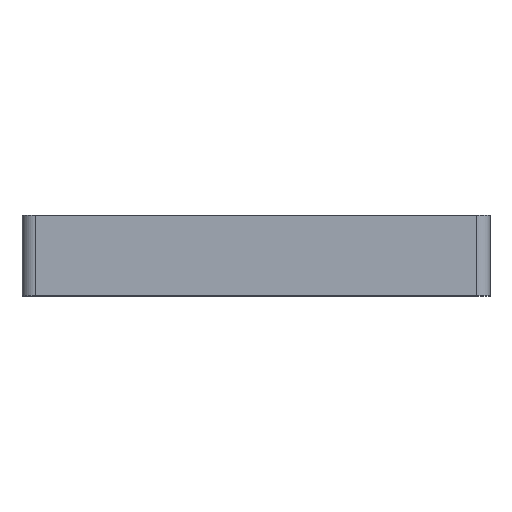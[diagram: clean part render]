
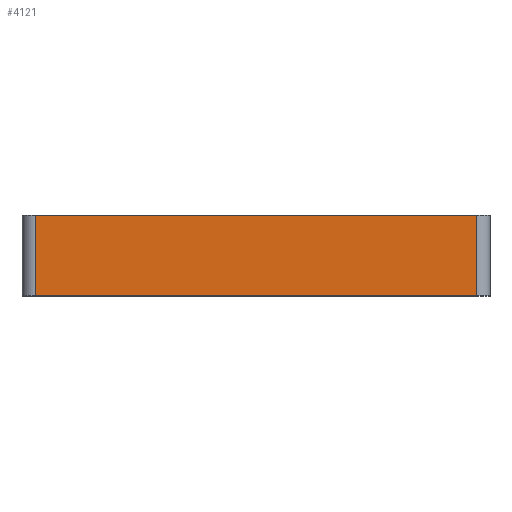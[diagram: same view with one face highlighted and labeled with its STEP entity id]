
A CAD part, top view. The second image highlights one B-rep face of the part: STEP entity #4121.
In plain terms, the highlighted planar face has unit normal (0, 0, 1).
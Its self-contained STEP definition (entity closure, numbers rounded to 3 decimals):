
#132 = VECTOR ( 'NONE', #7333, 1000. ) ;
#460 = VERTEX_POINT ( 'NONE', #5282 ) ;
#525 = VERTEX_POINT ( 'NONE', #13451 ) ;
#1242 = FACE_OUTER_BOUND ( 'NONE', #18728, .T. ) ;
#1333 = CARTESIAN_POINT ( 'NONE',  ( 16.5, -6., 17.5 ) ) ;
#1643 = DIRECTION ( 'NONE',  ( 1., 0., 0. ) ) ;
#1964 = VECTOR ( 'NONE', #1643, 1000. ) ;
#2842 = PLANE ( 'NONE',  #13219 ) ;
#3243 = LINE ( 'NONE', #15343, #1964 ) ;
#3621 = CARTESIAN_POINT ( 'NONE',  ( 16.5, 0., 17.5 ) ) ;
#3628 = ORIENTED_EDGE ( 'NONE', *, *, #13969, .F. ) ;
#4121 = ADVANCED_FACE ( 'NONE', ( #1242 ), #2842, .T. ) ;
#4327 = LINE ( 'NONE', #7729, #132 ) ;
#5282 = CARTESIAN_POINT ( 'NONE',  ( -16.5, -6., 17.5 ) ) ;
#5949 = DIRECTION ( 'NONE',  ( 0., 0., 1. ) ) ;
#6458 = VECTOR ( 'NONE', #10912, 1000. ) ;
#7007 = EDGE_CURVE ( 'NONE', #460, #525, #4327, .T. ) ;
#7333 = DIRECTION ( 'NONE',  ( 0., 1., 0. ) ) ;
#7729 = CARTESIAN_POINT ( 'NONE',  ( -16.5, -6., 17.5 ) ) ;
#8959 = DIRECTION ( 'NONE',  ( 1., 0., 0. ) ) ;
#9013 = ORIENTED_EDGE ( 'NONE', *, *, #13244, .T. ) ;
#9793 = ORIENTED_EDGE ( 'NONE', *, *, #17528, .T. ) ;
#9816 = LINE ( 'NONE', #12475, #6458 ) ;
#10912 = DIRECTION ( 'NONE',  ( 1., 0., 0. ) ) ;
#10934 = DIRECTION ( 'NONE',  ( 0., 1., 0. ) ) ;
#11643 = VERTEX_POINT ( 'NONE', #3621 ) ;
#11860 = CARTESIAN_POINT ( 'NONE',  ( 16.5, -6., 17.5 ) ) ;
#11934 = VECTOR ( 'NONE', #10934, 1000. ) ;
#12475 = CARTESIAN_POINT ( 'NONE',  ( 16.5, 0., 17.5 ) ) ;
#13219 = AXIS2_PLACEMENT_3D ( 'NONE', #1333, #5949, #8959 ) ;
#13244 = EDGE_CURVE ( 'NONE', #460, #17825, #3243, .T. ) ;
#13451 = CARTESIAN_POINT ( 'NONE',  ( -16.5, 0., 17.5 ) ) ;
#13969 = EDGE_CURVE ( 'NONE', #525, #11643, #9816, .T. ) ;
#15319 = LINE ( 'NONE', #18428, #11934 ) ;
#15343 = CARTESIAN_POINT ( 'NONE',  ( 16.5, -6., 17.5 ) ) ;
#17528 = EDGE_CURVE ( 'NONE', #17825, #11643, #15319, .T. ) ;
#17825 = VERTEX_POINT ( 'NONE', #11860 ) ;
#18173 = ORIENTED_EDGE ( 'NONE', *, *, #7007, .F. ) ;
#18428 = CARTESIAN_POINT ( 'NONE',  ( 16.5, -6., 17.5 ) ) ;
#18728 = EDGE_LOOP ( 'NONE', ( #9793, #3628, #18173, #9013 ) ) ;
